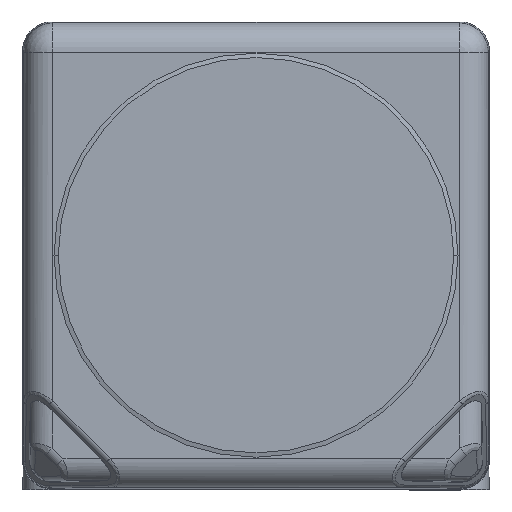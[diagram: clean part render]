
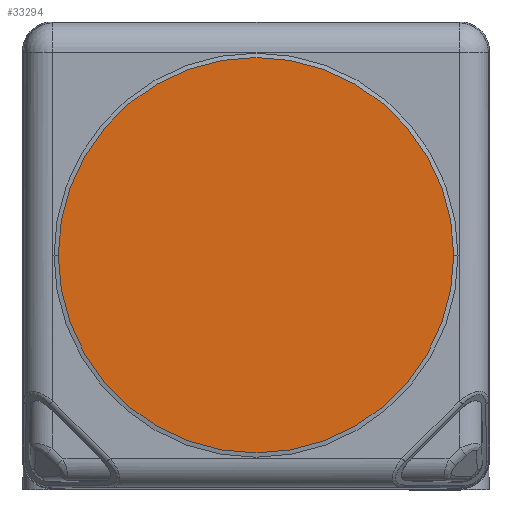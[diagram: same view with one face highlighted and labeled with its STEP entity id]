
A CAD part, top view. The second image highlights one B-rep face of the part: STEP entity #33294.
In plain terms, the highlighted planar face has unit normal (0, 0, 1).
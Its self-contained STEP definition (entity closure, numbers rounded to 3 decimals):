
#9870=CARTESIAN_POINT('',(0.,0.,12.31));
#9871=DIRECTION('',(0.,0.,-1.));
#9872=DIRECTION('',(1.,0.,0.));
#9873=AXIS2_PLACEMENT_3D('',#9870,#9871,#9872);
#9879=CARTESIAN_POINT('',(0.,0.,12.31));
#9880=DIRECTION('',(0.,0.,-1.));
#9881=DIRECTION('',(-1.,0.,0.));
#9882=AXIS2_PLACEMENT_3D('',#9879,#9880,#9881);
#15342=CARTESIAN_POINT('',(17.002,0.,12.31));
#15343=CARTESIAN_POINT('',(-17.002,0.,12.31));
#15344=VERTEX_POINT('',#15342);
#15345=VERTEX_POINT('',#15343);
#33284=CARTESIAN_POINT('',(0.,0.,12.31));
#33285=DIRECTION('',(0.,0.,1.));
#33286=DIRECTION('',(0.,1.,0.));
#33287=AXIS2_PLACEMENT_3D('',#33284,#33285,#33286);
#33288=PLANE('',#33287);
#33289=ORIENTED_EDGE('',*,*,#33267,.T.);
#33291=ORIENTED_EDGE('',*,*,#33290,.T.);
#33292=EDGE_LOOP('',(#33289,#33291));
#33293=FACE_OUTER_BOUND('',#33292,.F.);
#33294=ADVANCED_FACE('',(#33293),#33288,.T.);
#9874=CIRCLE('',#9873,17.002);
#9883=CIRCLE('',#9882,17.002);
#33267=EDGE_CURVE('',#15344,#15345,#9874,.T.);
#33290=EDGE_CURVE('',#15345,#15344,#9883,.T.);
